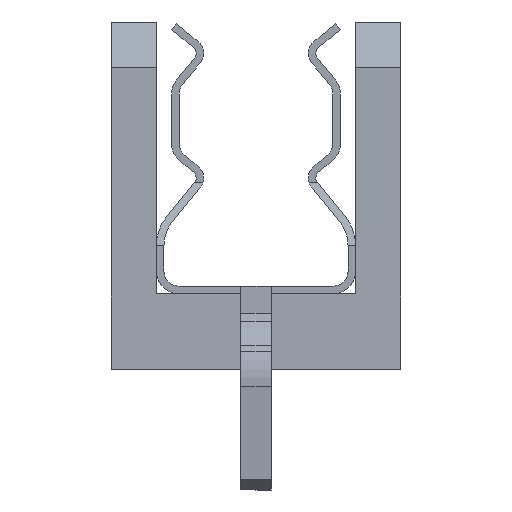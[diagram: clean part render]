
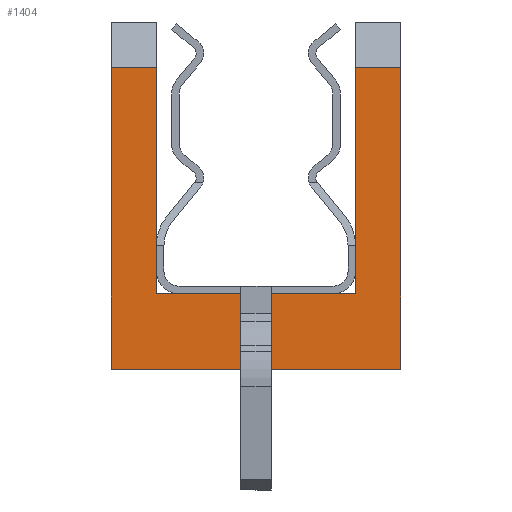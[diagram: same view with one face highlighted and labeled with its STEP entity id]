
A CAD part, left-side view. The second image highlights one B-rep face of the part: STEP entity #1404.
In plain terms, the highlighted planar face has unit normal (-1, 0, 0).
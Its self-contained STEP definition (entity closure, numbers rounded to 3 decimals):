
#181 = VERTEX_POINT ( 'NONE', #4615 ) ;
#333 = VERTEX_POINT ( 'NONE', #2655 ) ;
#427 = VERTEX_POINT ( 'NONE', #2645 ) ;
#446 = VECTOR ( 'NONE', #842, 1000. ) ;
#748 = VECTOR ( 'NONE', #2454, 1000. ) ;
#840 = LINE ( 'NONE', #2191, #4753 ) ;
#842 = DIRECTION ( 'NONE',  ( 0., 1., 0. ) ) ;
#846 = CARTESIAN_POINT ( 'NONE',  ( -11.25, 3.3, 10. ) ) ;
#961 = DIRECTION ( 'NONE',  ( 0., 0., -1. ) ) ;
#986 = EDGE_CURVE ( 'NONE', #4318, #427, #840, .T. ) ;
#1044 = DIRECTION ( 'NONE',  ( 0., 0., 1. ) ) ;
#1137 = ORIENTED_EDGE ( 'NONE', *, *, #986, .T. ) ;
#1224 = ORIENTED_EDGE ( 'NONE', *, *, #1692, .T. ) ;
#1231 = CARTESIAN_POINT ( 'NONE',  ( -11.25, -3.3, 10. ) ) ;
#1260 = DIRECTION ( 'NONE',  ( 0., 1., 0. ) ) ;
#1305 = PLANE ( 'NONE',  #5347 ) ;
#1404 = ADVANCED_FACE ( 'NONE', ( #1694 ), #1305, .T. ) ;
#1576 = EDGE_CURVE ( 'NONE', #4318, #181, #4662, .T. ) ;
#1616 = EDGE_CURVE ( 'NONE', #2228, #181, #2099, .T. ) ;
#1641 = DIRECTION ( 'NONE',  ( -1., 0., 0. ) ) ;
#1659 = DIRECTION ( 'NONE',  ( 0., 0., 1. ) ) ;
#1692 = EDGE_CURVE ( 'NONE', #333, #1849, #3864, .T. ) ;
#1694 = FACE_OUTER_BOUND ( 'NONE', #6032, .T. ) ;
#1849 = VERTEX_POINT ( 'NONE', #4932 ) ;
#1855 = DIRECTION ( 'NONE',  ( 0., 1., 0. ) ) ;
#2099 = LINE ( 'NONE', #5981, #3148 ) ;
#2191 = CARTESIAN_POINT ( 'NONE',  ( -11.25, -4.8, 1.5 ) ) ;
#2228 = VERTEX_POINT ( 'NONE', #5939 ) ;
#2454 = DIRECTION ( 'NONE',  ( 0., 1., 0. ) ) ;
#2504 = VECTOR ( 'NONE', #5294, 1000. ) ;
#2509 = ORIENTED_EDGE ( 'NONE', *, *, #5762, .T. ) ;
#2561 = ORIENTED_EDGE ( 'NONE', *, *, #1616, .T. ) ;
#2645 = CARTESIAN_POINT ( 'NONE',  ( -11.25, -4.8, 10. ) ) ;
#2655 = CARTESIAN_POINT ( 'NONE',  ( -11.25, 3.3, 2.5 ) ) ;
#2846 = ORIENTED_EDGE ( 'NONE', *, *, #1576, .F. ) ;
#2897 = CARTESIAN_POINT ( 'NONE',  ( -11.25, -3.3, 2.5 ) ) ;
#2952 = ORIENTED_EDGE ( 'NONE', *, *, #5321, .T. ) ;
#3139 = CARTESIAN_POINT ( 'NONE',  ( -11.25, -3.3, 2.5 ) ) ;
#3148 = VECTOR ( 'NONE', #961, 1000. ) ;
#3490 = CARTESIAN_POINT ( 'NONE',  ( -11.25, 4.8, 0. ) ) ;
#3840 = ORIENTED_EDGE ( 'NONE', *, *, #5647, .T. ) ;
#3864 = LINE ( 'NONE', #4799, #2504 ) ;
#3957 = VERTEX_POINT ( 'NONE', #3139 ) ;
#4061 = CARTESIAN_POINT ( 'NONE',  ( -11.25, -4.8, 0. ) ) ;
#4149 = VECTOR ( 'NONE', #1044, 1000. ) ;
#4318 = VERTEX_POINT ( 'NONE', #4061 ) ;
#4319 = CARTESIAN_POINT ( 'NONE',  ( -11.25, 4.8, 10. ) ) ;
#4527 = VECTOR ( 'NONE', #1855, 1000. ) ;
#4603 = ORIENTED_EDGE ( 'NONE', *, *, #4937, .F. ) ;
#4615 = CARTESIAN_POINT ( 'NONE',  ( -11.25, 4.8, 0. ) ) ;
#4619 = CARTESIAN_POINT ( 'NONE',  ( -11.25, -3.3, 2.5 ) ) ;
#4662 = LINE ( 'NONE', #3490, #748 ) ;
#4753 = VECTOR ( 'NONE', #5517, 1000. ) ;
#4799 = CARTESIAN_POINT ( 'NONE',  ( -11.25, 3.3, 2.5 ) ) ;
#4932 = CARTESIAN_POINT ( 'NONE',  ( -11.25, 3.3, 10. ) ) ;
#4937 = EDGE_CURVE ( 'NONE', #3957, #6218, #5468, .T. ) ;
#5143 = LINE ( 'NONE', #4319, #6453 ) ;
#5148 = LINE ( 'NONE', #2897, #4527 ) ;
#5294 = DIRECTION ( 'NONE',  ( 0., 0., 1. ) ) ;
#5321 = EDGE_CURVE ( 'NONE', #3957, #333, #5148, .T. ) ;
#5347 = AXIS2_PLACEMENT_3D ( 'NONE', #846, #1641, #1659 ) ;
#5402 = CARTESIAN_POINT ( 'NONE',  ( -11.25, -3.3, 10. ) ) ;
#5468 = LINE ( 'NONE', #4619, #4149 ) ;
#5517 = DIRECTION ( 'NONE',  ( 0., 0., 1. ) ) ;
#5647 = EDGE_CURVE ( 'NONE', #1849, #2228, #5143, .T. ) ;
#5683 = LINE ( 'NONE', #5402, #446 ) ;
#5762 = EDGE_CURVE ( 'NONE', #427, #6218, #5683, .T. ) ;
#5939 = CARTESIAN_POINT ( 'NONE',  ( -11.25, 4.8, 10. ) ) ;
#5981 = CARTESIAN_POINT ( 'NONE',  ( -11.25, 4.8, 11.5 ) ) ;
#6032 = EDGE_LOOP ( 'NONE', ( #2952, #1224, #3840, #2561, #2846, #1137, #2509, #4603 ) ) ;
#6218 = VERTEX_POINT ( 'NONE', #1231 ) ;
#6453 = VECTOR ( 'NONE', #1260, 1000. ) ;
